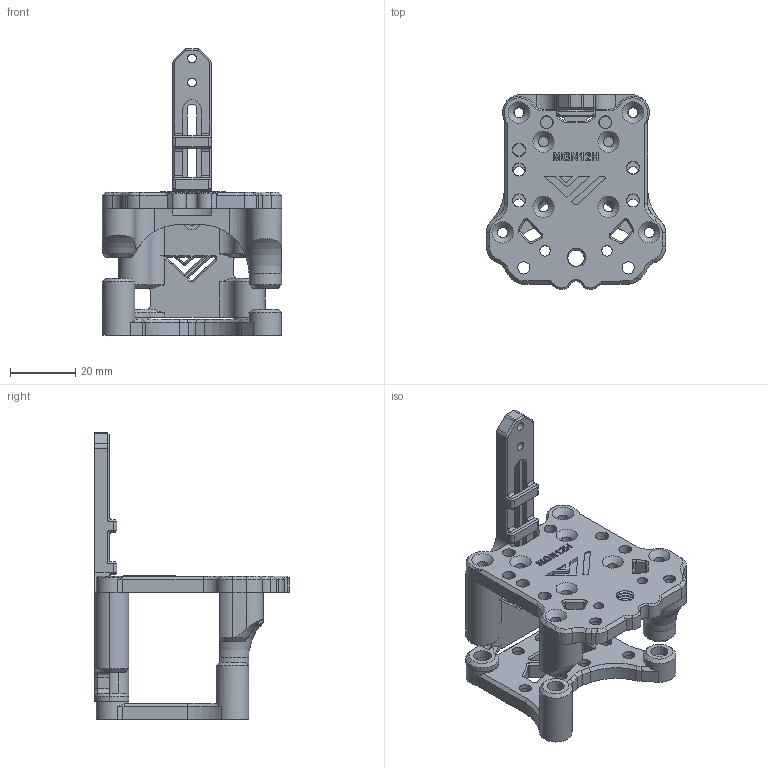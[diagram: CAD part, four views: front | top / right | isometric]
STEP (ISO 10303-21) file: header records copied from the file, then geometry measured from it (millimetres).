
FILE_DESCRIPTION(/* description */ (''),/* implementation_level */ '2;1');
FILE_NAME(/* name */ 'carriage mgn12 v2 Beta 8 v1.0.step',/* time_stamp */ '2023-02-09T18:47:04Z',/* author */ (''),/* organization */ (''),/* preprocessor_version */ 'ST-DEVELOPER v19.2',/* originating_system */ 'Autodesk Translation Framework v11.17.0.187',/* authorisation */ '');
FILE_SCHEMA (('AUTOMOTIVE_DESIGN { 1 0 10303 214 3 1 1 }'));
Length unit declared in the file: millimetre
Products named in the file (5): carriage mgn12 v2 Beta 8 v1.0; back plate MGN12H v2; Front MGN12H v2; Top plate MGN12H; bottom plate NGN12H V1
Assembly tree (4 placements, depth 2):
  carriage mgn12 v2 Beta 8 v1.0
    back plate MGN12H v2
    Front MGN12H v2
    Top plate MGN12H
    bottom plate NGN12H V1
Bounding box: 55 x 59.86 x 88 mm (x, y, z)
Volume: 31903.5 mm3; surface area: 22454.9 mm2
Topology: 4 solids, 4 shells, 651 faces, 1690 edges, 1074 vertices
Faces by surface type: plane 269, cylinder 213, cone 115, bspline 50, torus 4
Full cylindrical faces by diameter (mm): 2.7 x2, 3 x2, 3.1 x4, 3.102 x4, 3.2 x8, 3.75 x17, 4 x9, 4.2 x8, 5.035 x4, 5.2 x4, 5.4 x5, 6.147 x4, 10 x4
Entity records: 24713 total; most frequent: CARTESIAN_POINT 8495, ORIENTED_EDGE 3380, DIRECTION 3267, EDGE_CURVE 1690, AXIS2_PLACEMENT_3D 1153, VERTEX_POINT 1074, LINE 961, VECTOR 961
